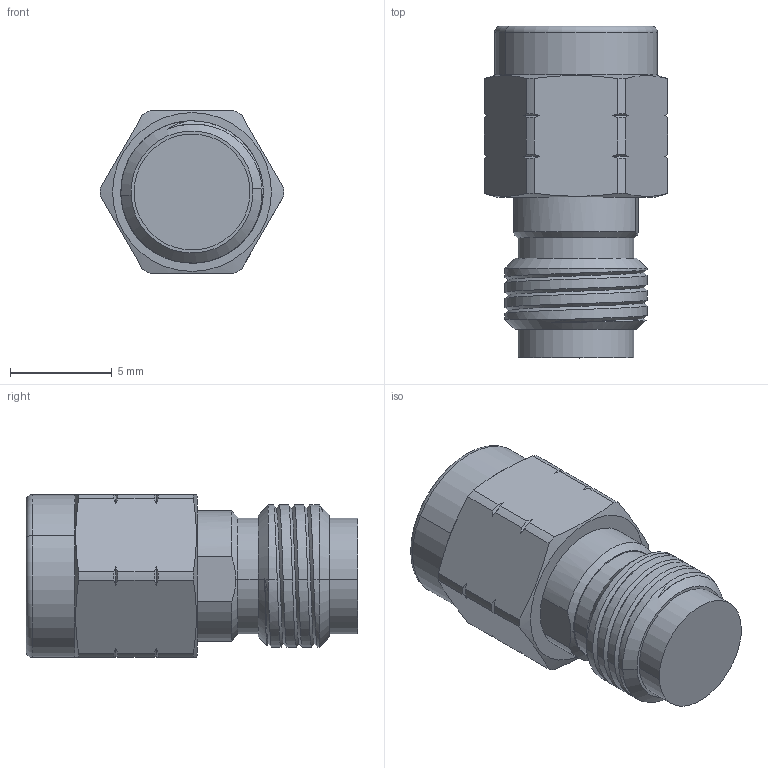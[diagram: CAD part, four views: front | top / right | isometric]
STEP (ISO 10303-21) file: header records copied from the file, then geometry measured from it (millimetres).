
FILE_DESCRIPTION (( 'STEP AP214' ), '1' );
FILE_NAME ('CB-V-050-3, DF.STEP', '2025-09-24T17:39:44', ( '' ), ( '' ), 'SwSTEP 2.0', 'SolidWorks 2021', '' );
FILE_SCHEMA (( 'AUTOMOTIVE_DESIGN' ));
Length unit declared in the file: millimetre
Products named in the file (1): CB-V-050-3, DF
Bounding box: 9 x 16.3 x 8 mm (x, y, z)
Volume: 566.9 mm3; surface area: 862.8 mm2
Topology: 2 solids, 2 shells, 150 faces, 381 edges, 248 vertices
Faces by surface type: cylinder 70, cone 41, plane 33, bspline 4, torus 2
Entity records: 6254 total; most frequent: CARTESIAN_POINT 2736, ORIENTED_EDGE 762, DIRECTION 703, EDGE_CURVE 381, AXIS2_PLACEMENT_3D 296, VERTEX_POINT 248, EDGE_LOOP 165, ADVANCED_FACE 150
